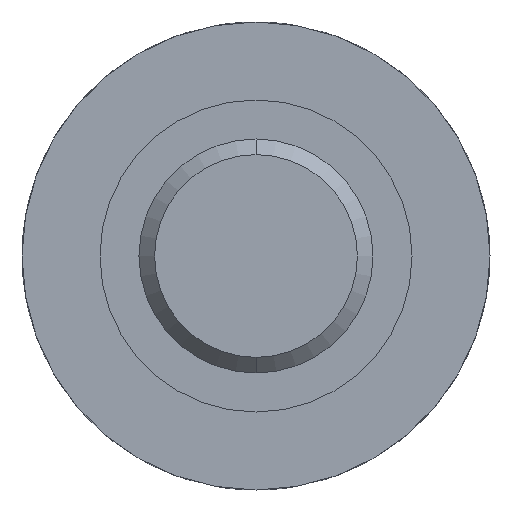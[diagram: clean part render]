
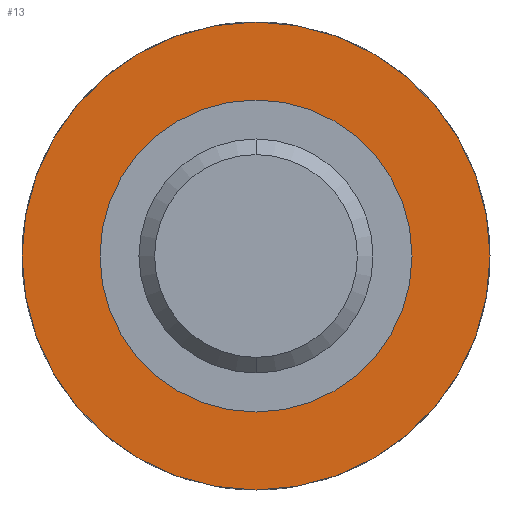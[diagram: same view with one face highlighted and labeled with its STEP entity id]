
A CAD part, front view. The second image highlights one B-rep face of the part: STEP entity #13.
In plain terms, the highlighted planar face has unit normal (0, -1, 0).
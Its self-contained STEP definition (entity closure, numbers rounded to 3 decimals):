
#13 = ADVANCED_FACE ( 'NONE', ( #335, #338 ), #81, .F. ) ;
#46 = AXIS2_PLACEMENT_3D ( 'NONE', #436, #435, #433 ) ;
#47 = AXIS2_PLACEMENT_3D ( 'NONE', #564, #563, #560 ) ;
#73 = EDGE_CURVE ( 'NONE', #356, #353, #266, .T. ) ;
#81 = PLANE ( 'NONE',  #113 ) ;
#87 = DIRECTION ( 'NONE',  ( 0., 0., 1. ) ) ;
#88 = AXIS2_PLACEMENT_3D ( 'NONE', #470, #468, #461 ) ;
#89 = DIRECTION ( 'NONE',  ( 0., 1., 0. ) ) ;
#99 = EDGE_CURVE ( 'NONE', #373, #374, #260, .T. ) ;
#106 = CARTESIAN_POINT ( 'NONE',  ( 0., -2., 0. ) ) ;
#113 = AXIS2_PLACEMENT_3D ( 'NONE', #106, #89, #87 ) ;
#114 = EDGE_CURVE ( 'NONE', #374, #373, #229, .T. ) ;
#166 = AXIS2_PLACEMENT_3D ( 'NONE', #208, #206, #203 ) ;
#186 = CIRCLE ( 'NONE', #166, 3. ) ;
#203 = DIRECTION ( 'NONE',  ( 0., 0., 1. ) ) ;
#206 = DIRECTION ( 'NONE',  ( 0., 1., 0. ) ) ;
#208 = CARTESIAN_POINT ( 'NONE',  ( 0., -2., 0. ) ) ;
#229 = CIRCLE ( 'NONE', #46, 1.61 ) ;
#260 = CIRCLE ( 'NONE', #88, 1.61 ) ;
#266 = CIRCLE ( 'NONE', #47, 3. ) ;
#277 = CARTESIAN_POINT ( 'NONE',  ( 0., -2., -1.61 ) ) ;
#279 = CARTESIAN_POINT ( 'NONE',  ( 0., -2., 1.61 ) ) ;
#304 = CARTESIAN_POINT ( 'NONE',  ( 0., -2., 3. ) ) ;
#305 = CARTESIAN_POINT ( 'NONE',  ( 0., -2., -3. ) ) ;
#335 = FACE_OUTER_BOUND ( 'NONE', #525, .T. ) ;
#338 = FACE_BOUND ( 'NONE', #383, .T. ) ;
#353 = VERTEX_POINT ( 'NONE', #305 ) ;
#356 = VERTEX_POINT ( 'NONE', #304 ) ;
#373 = VERTEX_POINT ( 'NONE', #279 ) ;
#374 = VERTEX_POINT ( 'NONE', #277 ) ;
#383 = EDGE_LOOP ( 'NONE', ( #546, #548 ) ) ;
#433 = DIRECTION ( 'NONE',  ( 0., 0., 1. ) ) ;
#435 = DIRECTION ( 'NONE',  ( 0., 1., 0. ) ) ;
#436 = CARTESIAN_POINT ( 'NONE',  ( 0., -2., 0. ) ) ;
#461 = DIRECTION ( 'NONE',  ( 0., 0., 1. ) ) ;
#468 = DIRECTION ( 'NONE',  ( 0., 1., 0. ) ) ;
#470 = CARTESIAN_POINT ( 'NONE',  ( 0., -2., 0. ) ) ;
#488 = EDGE_CURVE ( 'NONE', #353, #356, #186, .T. ) ;
#525 = EDGE_LOOP ( 'NONE', ( #544, #545 ) ) ;
#544 = ORIENTED_EDGE ( 'NONE', *, *, #73, .F. ) ;
#545 = ORIENTED_EDGE ( 'NONE', *, *, #488, .F. ) ;
#546 = ORIENTED_EDGE ( 'NONE', *, *, #99, .T. ) ;
#548 = ORIENTED_EDGE ( 'NONE', *, *, #114, .T. ) ;
#560 = DIRECTION ( 'NONE',  ( 0., 0., 1. ) ) ;
#563 = DIRECTION ( 'NONE',  ( 0., 1., 0. ) ) ;
#564 = CARTESIAN_POINT ( 'NONE',  ( 0., -2., 0. ) ) ;
